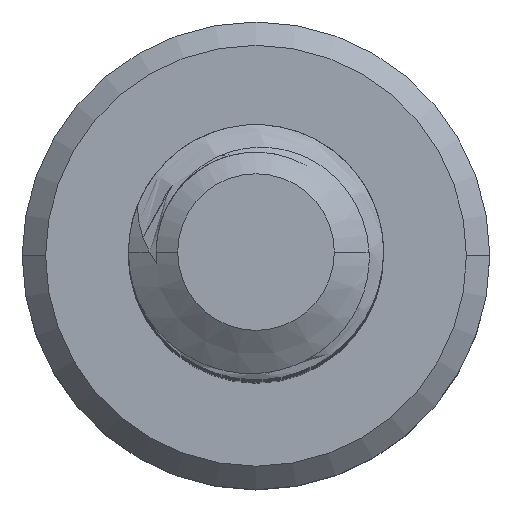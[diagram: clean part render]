
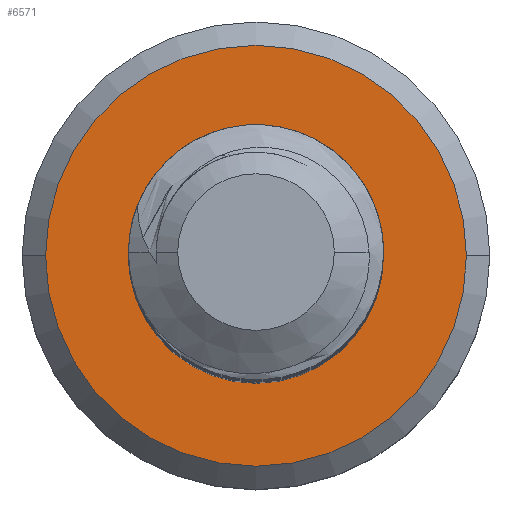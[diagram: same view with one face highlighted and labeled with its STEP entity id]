
A CAD part, top view. The second image highlights one B-rep face of the part: STEP entity #6571.
In plain terms, the highlighted planar face has unit normal (0, 0, 1).
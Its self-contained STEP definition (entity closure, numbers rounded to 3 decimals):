
#132 = DIRECTION ( 'NONE',  ( 0., 0., 1. ) ) ;
#224 = EDGE_LOOP ( 'NONE', ( #7774, #1212 ) ) ;
#298 = AXIS2_PLACEMENT_3D ( 'NONE', #5083, #496, #5838 ) ;
#496 = DIRECTION ( 'NONE',  ( 0., 0., 1. ) ) ;
#1212 = ORIENTED_EDGE ( 'NONE', *, *, #8377, .T. ) ;
#1441 = CIRCLE ( 'NONE', #9473, 1.5 ) ;
#1768 = CIRCLE ( 'NONE', #3270, 2.475 ) ;
#1788 = FACE_OUTER_BOUND ( 'NONE', #224, .T. ) ;
#1916 = CARTESIAN_POINT ( 'NONE',  ( 0., 0., -25. ) ) ;
#1963 = CARTESIAN_POINT ( 'NONE',  ( 0., 0., -25. ) ) ;
#2285 = CARTESIAN_POINT ( 'NONE',  ( 2.475, 0., -25. ) ) ;
#2508 = FACE_BOUND ( 'NONE', #7946, .T. ) ;
#2678 = DIRECTION ( 'NONE',  ( 1., 0., 0. ) ) ;
#2757 = PLANE ( 'NONE',  #2883 ) ;
#2883 = AXIS2_PLACEMENT_3D ( 'NONE', #1963, #8198, #3529 ) ;
#3077 = CIRCLE ( 'NONE', #3839, 2.475 ) ;
#3132 = VERTEX_POINT ( 'NONE', #2285 ) ;
#3270 = AXIS2_PLACEMENT_3D ( 'NONE', #4455, #9899, #5231 ) ;
#3529 = DIRECTION ( 'NONE',  ( -1., 0., 0. ) ) ;
#3839 = AXIS2_PLACEMENT_3D ( 'NONE', #4734, #132, #5497 ) ;
#4455 = CARTESIAN_POINT ( 'NONE',  ( 0., 0., -25. ) ) ;
#4556 = ORIENTED_EDGE ( 'NONE', *, *, #6111, .F. ) ;
#4734 = CARTESIAN_POINT ( 'NONE',  ( 0., 0., -25. ) ) ;
#5083 = CARTESIAN_POINT ( 'NONE',  ( 0., 0., -25. ) ) ;
#5231 = DIRECTION ( 'NONE',  ( -1., 0., 0. ) ) ;
#5497 = DIRECTION ( 'NONE',  ( -1., 0., 0. ) ) ;
#5838 = DIRECTION ( 'NONE',  ( 1., 0., 0. ) ) ;
#6111 = EDGE_CURVE ( 'NONE', #6508, #8837, #9918, .T. ) ;
#6381 = CARTESIAN_POINT ( 'NONE',  ( -2.475, 0., -25. ) ) ;
#6508 = VERTEX_POINT ( 'NONE', #7270 ) ;
#6571 = ADVANCED_FACE ( 'NONE', ( #1788, #2508 ), #2757, .F. ) ;
#6755 = CARTESIAN_POINT ( 'NONE',  ( -1.5, 0., -25. ) ) ;
#7097 = EDGE_CURVE ( 'NONE', #8837, #6508, #1441, .T. ) ;
#7270 = CARTESIAN_POINT ( 'NONE',  ( 1.5, 0., -25. ) ) ;
#7322 = DIRECTION ( 'NONE',  ( 0., 0., 1. ) ) ;
#7400 = ORIENTED_EDGE ( 'NONE', *, *, #7097, .F. ) ;
#7774 = ORIENTED_EDGE ( 'NONE', *, *, #9066, .T. ) ;
#7946 = EDGE_LOOP ( 'NONE', ( #4556, #7400 ) ) ;
#8198 = DIRECTION ( 'NONE',  ( 0., 0., -1. ) ) ;
#8377 = EDGE_CURVE ( 'NONE', #3132, #9360, #3077, .T. ) ;
#8837 = VERTEX_POINT ( 'NONE', #6755 ) ;
#9066 = EDGE_CURVE ( 'NONE', #9360, #3132, #1768, .T. ) ;
#9360 = VERTEX_POINT ( 'NONE', #6381 ) ;
#9473 = AXIS2_PLACEMENT_3D ( 'NONE', #1916, #7322, #2678 ) ;
#9899 = DIRECTION ( 'NONE',  ( 0., 0., 1. ) ) ;
#9918 = CIRCLE ( 'NONE', #298, 1.5 ) ;
